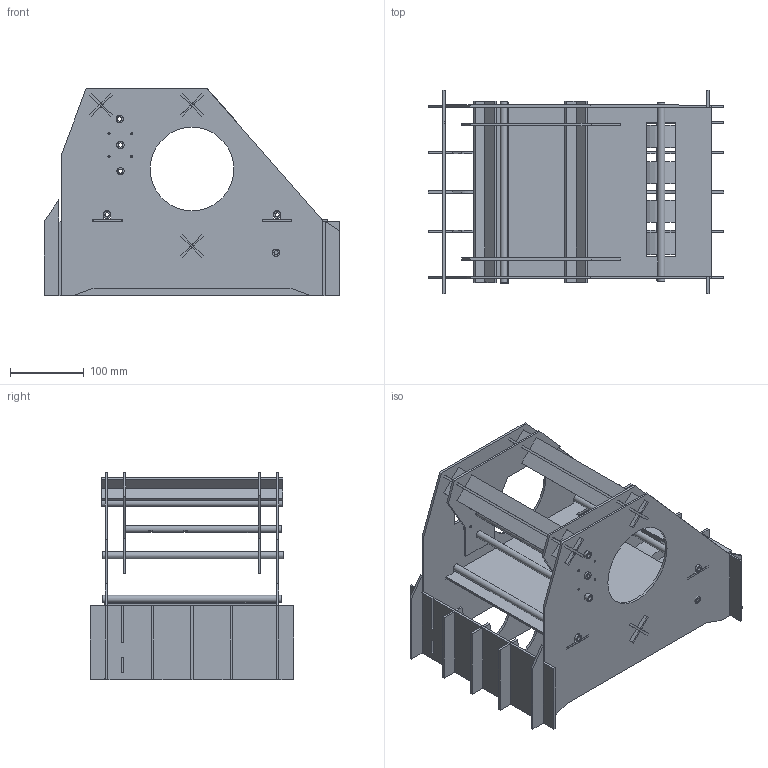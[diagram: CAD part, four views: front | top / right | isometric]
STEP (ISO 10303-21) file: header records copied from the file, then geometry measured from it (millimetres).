
FILE_DESCRIPTION(/* description */ (''),/* implementation_level */ '2;1');
FILE_NAME(/* name */ 'GAM_Machine_Final.step',/* time_stamp */ '2018-06-25T10:24:38-04:00',/* author */ (''),/* organization */ (''),/* preprocessor_version */ 'ST-DEVELOPER v17',/* originating_system */ 'Autodesk Translation Framework v7.1.0.215',/* authorisation */ '');
FILE_SCHEMA (('AUTOMOTIVE_DESIGN { 1 0 10303 214 3 1 1 }'));
Length unit declared in the file: millimetre
Products named in the file (19): GAM_Machine_Final; F (3); B (3); NemaMount (1) (2); MiddleBrace (4); MiddleBrace (1) (2); R(5); L (5); Brace (1) (1); Brace (2); XHanger; XHanger (1); RollerBrace (1); ROD (2) (1); ROD (2) (1) (1); ROD (2) (1) (1) (1); ROD (2); TOP; Roller
Assembly tree (27 placements, depth 2):
  GAM_Machine_Final
    F (3)
    B (3)
    NemaMount (1) (2)
    MiddleBrace (4)
    MiddleBrace (1) (2)
    R(5)
    L (5)
    Brace (1) (1)  x3
    Brace (2)  x3
    XHanger
    XHanger (1)
    RollerBrace (1)
    ROD (2)  x2
    ROD (2) (1)
    ROD (2) (1) (1)
    ROD (2) (1) (1) (1)  x2
    TOP
    Roller  x4
Bounding box: 400 x 275 x 280.13 mm (x, y, z)
Volume: 2022561.2 mm3; surface area: 1089262.8 mm2
Topology: 27 solids, 27 shells, 604 faces, 1638 edges, 1092 vertices
Faces by surface type: plane 518, cylinder 86
Full cylindrical faces by diameter (mm): 2.9 x16, 5.75 x6, 9.75 x20, 9.91 x2, 80 x4, 113.137 x2
Entity records: 17685 total; most frequent: CARTESIAN_POINT 3036, ORIENTED_EDGE 2952, DIRECTION 2764, EDGE_CURVE 1476, LINE 1340, VECTOR 1340, VERTEX_POINT 984, AXIS2_PLACEMENT_3D 712
